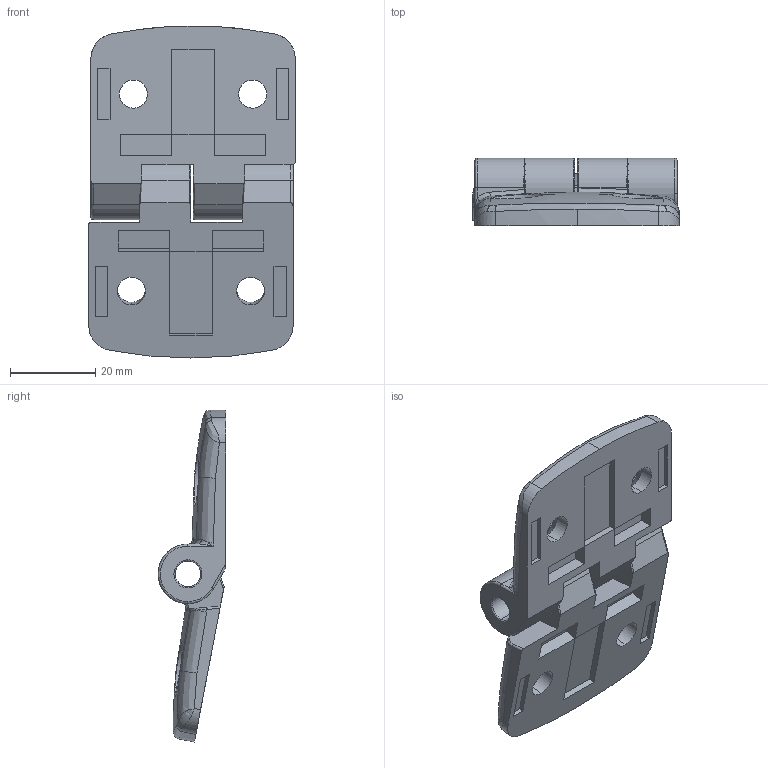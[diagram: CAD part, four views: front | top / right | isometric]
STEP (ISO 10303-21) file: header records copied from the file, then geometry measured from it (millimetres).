
FILE_DESCRIPTION (( 'STEP AP214' ), '1' );
FILE_NAME ('KJN 40-40 COMBI HINGE 095K4040F00.STEP', '2019-01-29T10:08:47', ( 'user' ), ( '' ), 'SwSTEP 2.0', 'SolidWorks 2019', '' );
FILE_SCHEMA (( 'AUTOMOTIVE_DESIGN' ));
Length unit declared in the file: millimetre
Products named in the file (3): KJN 40-40 COMBI HINGE 095K4040F00; fath_095k4040f00_1; fath_095k4040f00_2
Assembly tree (2 placements, depth 2):
  KJN 40-40 COMBI HINGE 095K4040F00
    fath_095k4040f00_1
    fath_095k4040f00_2
Bounding box: 48.5 x 15.9 x 77.99 mm (x, y, z)
Volume: 23291.4 mm3; surface area: 12116.5 mm2
Topology: 2 solids, 2 shells, 203 faces, 524 edges, 325 vertices
Faces by surface type: plane 74, bspline 68, cylinder 53, cone 8
Entity records: 11292 total; most frequent: CARTESIAN_POINT 4583, ORIENTED_EDGE 1036, DIRECTION 739, EDGE_CURVE 518, VERTEX_POINT 325, AXIS2_PLACEMENT_3D 253, VECTOR 233, LINE 233
